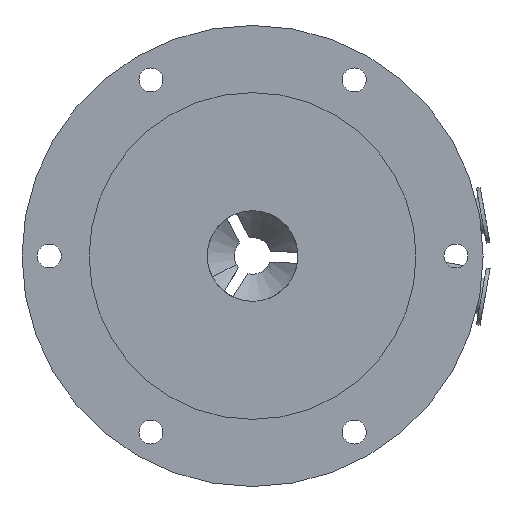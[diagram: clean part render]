
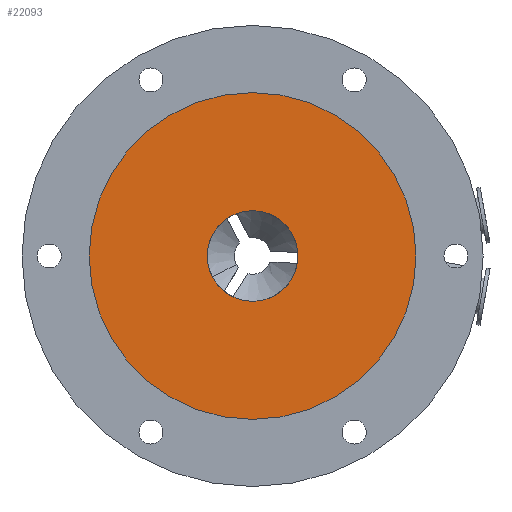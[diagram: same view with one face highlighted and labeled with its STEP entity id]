
A CAD part, left-side view. The second image highlights one B-rep face of the part: STEP entity #22093.
In plain terms, the highlighted planar face has unit normal (-1, 0, 0).
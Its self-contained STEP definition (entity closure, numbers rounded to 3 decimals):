
#1095 = CARTESIAN_POINT ( 'NONE',  ( 5., 0., -12.5 ) ) ;
#1804 = DIRECTION ( 'NONE',  ( 0., 1., 0. ) ) ;
#2650 = AXIS2_PLACEMENT_3D ( 'NONE', #12513, #12645, #25830 ) ;
#2662 = DIRECTION ( 'NONE',  ( 0., 0., 1. ) ) ;
#3222 = CARTESIAN_POINT ( 'NONE',  ( 5., 0., 12.5 ) ) ;
#3684 = AXIS2_PLACEMENT_3D ( 'NONE', #16024, #4794, #5241 ) ;
#4310 = FACE_BOUND ( 'NONE', #15579, .T. ) ;
#4690 = VERTEX_POINT ( 'NONE', #7849 ) ;
#4794 = DIRECTION ( 'NONE',  ( -1., 0., 0. ) ) ;
#5241 = DIRECTION ( 'NONE',  ( 0., 0., 1. ) ) ;
#6509 = FACE_OUTER_BOUND ( 'NONE', #26928, .T. ) ;
#6985 = ORIENTED_EDGE ( 'NONE', *, *, #16488, .T. ) ;
#7849 = CARTESIAN_POINT ( 'NONE',  ( 5., 0., 45. ) ) ;
#8151 = VERTEX_POINT ( 'NONE', #1095 ) ;
#9054 = AXIS2_PLACEMENT_3D ( 'NONE', #15474, #24474, #29057 ) ;
#11698 = ORIENTED_EDGE ( 'NONE', *, *, #18141, .F. ) ;
#12513 = CARTESIAN_POINT ( 'NONE',  ( 5., 0., 0. ) ) ;
#12530 = CARTESIAN_POINT ( 'NONE',  ( 5., 0., -45. ) ) ;
#12577 = ORIENTED_EDGE ( 'NONE', *, *, #21023, .F. ) ;
#12645 = DIRECTION ( 'NONE',  ( -1., 0., 0. ) ) ;
#13155 = PLANE ( 'NONE',  #22316 ) ;
#13474 = CIRCLE ( 'NONE', #2650, 45. ) ;
#13865 = CARTESIAN_POINT ( 'NONE',  ( 5., 0., 0. ) ) ;
#14364 = VERTEX_POINT ( 'NONE', #3222 ) ;
#15474 = CARTESIAN_POINT ( 'NONE',  ( 5., 0., 0. ) ) ;
#15579 = EDGE_LOOP ( 'NONE', ( #12577, #11698 ) ) ;
#16024 = CARTESIAN_POINT ( 'NONE',  ( 5., 0., 0. ) ) ;
#16457 = CIRCLE ( 'NONE', #3684, 12.5 ) ;
#16488 = EDGE_CURVE ( 'NONE', #4690, #22216, #27926, .T. ) ;
#18141 = EDGE_CURVE ( 'NONE', #8151, #14364, #26698, .T. ) ;
#20269 = DIRECTION ( 'NONE',  ( 1., 0., 0. ) ) ;
#21023 = EDGE_CURVE ( 'NONE', #14364, #8151, #16457, .T. ) ;
#21995 = AXIS2_PLACEMENT_3D ( 'NONE', #13865, #22916, #2662 ) ;
#22093 = ADVANCED_FACE ( 'NONE', ( #4310, #6509 ), #13155, .F. ) ;
#22216 = VERTEX_POINT ( 'NONE', #12530 ) ;
#22316 = AXIS2_PLACEMENT_3D ( 'NONE', #22352, #20269, #1804 ) ;
#22352 = CARTESIAN_POINT ( 'NONE',  ( 5., 45., 0. ) ) ;
#22916 = DIRECTION ( 'NONE',  ( -1., 0., 0. ) ) ;
#24028 = EDGE_CURVE ( 'NONE', #22216, #4690, #13474, .T. ) ;
#24474 = DIRECTION ( 'NONE',  ( -1., 0., 0. ) ) ;
#25460 = ORIENTED_EDGE ( 'NONE', *, *, #24028, .T. ) ;
#25830 = DIRECTION ( 'NONE',  ( 0., 0., 1. ) ) ;
#26698 = CIRCLE ( 'NONE', #21995, 12.5 ) ;
#26928 = EDGE_LOOP ( 'NONE', ( #6985, #25460 ) ) ;
#27926 = CIRCLE ( 'NONE', #9054, 45. ) ;
#29057 = DIRECTION ( 'NONE',  ( 0., 0., 1. ) ) ;
